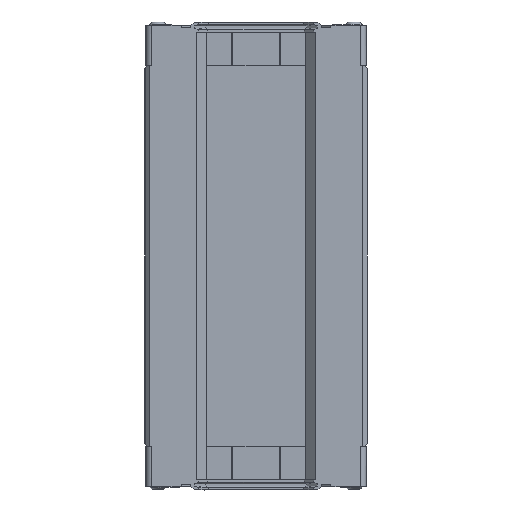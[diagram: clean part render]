
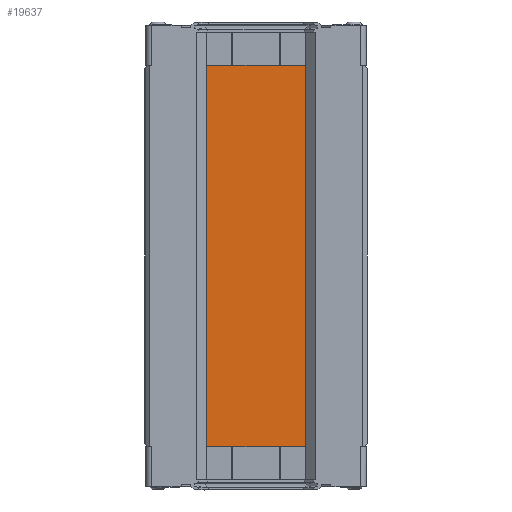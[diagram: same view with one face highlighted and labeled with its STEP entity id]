
A CAD part, front view. The second image highlights one B-rep face of the part: STEP entity #19637.
In plain terms, the highlighted planar face has unit normal (0, -1, 0).
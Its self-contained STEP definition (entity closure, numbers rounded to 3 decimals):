
#1206=LINE('',#29578,#3364);
#1222=LINE('',#29610,#3380);
#1266=LINE('',#29732,#3424);
#1269=LINE('',#29738,#3427);
#1309=LINE('',#29836,#3467);
#1310=LINE('',#29838,#3468);
#1311=LINE('',#29839,#3469);
#1312=LINE('',#29841,#3470);
#1313=LINE('',#29843,#3471);
#1314=LINE('',#29845,#3472);
#1315=LINE('',#29847,#3473);
#1316=LINE('',#29848,#3474);
#3364=VECTOR('',#24081,0.649);
#3380=VECTOR('',#24097,0.649);
#3424=VECTOR('',#24203,201.);
#3427=VECTOR('',#24208,201.);
#3467=VECTOR('',#24312,15.);
#3468=VECTOR('',#24313,44.2);
#3469=VECTOR('',#24314,15.);
#3470=VECTOR('',#24315,0.649);
#3471=VECTOR('',#24316,15.);
#3472=VECTOR('',#24317,44.2);
#3473=VECTOR('',#24318,15.);
#3474=VECTOR('',#24319,0.649);
#5358=FACE_OUTER_BOUND('',#6491,.T.);
#6491=EDGE_LOOP('',(#14526,#14527,#14528,#14529,#14530,#14531,#14532,#14533,
#14534,#14535,#14536,#14537));
#8350=VERTEX_POINT('',#29575);
#8351=VERTEX_POINT('',#29577);
#8366=VERTEX_POINT('',#29607);
#8367=VERTEX_POINT('',#29609);
#8414=VERTEX_POINT('',#29731);
#8416=VERTEX_POINT('',#29737);
#8442=VERTEX_POINT('',#29835);
#8443=VERTEX_POINT('',#29837);
#8444=VERTEX_POINT('',#29840);
#8445=VERTEX_POINT('',#29842);
#8446=VERTEX_POINT('',#29844);
#8447=VERTEX_POINT('',#29846);
#10501=EDGE_CURVE('',#8350,#8351,#1206,.T.);
#10517=EDGE_CURVE('',#8366,#8367,#1222,.T.);
#10575=EDGE_CURVE('',#8350,#8414,#1266,.T.);
#10578=EDGE_CURVE('',#8367,#8416,#1269,.T.);
#10628=EDGE_CURVE('',#8442,#8366,#1309,.T.);
#10629=EDGE_CURVE('',#8443,#8442,#1310,.T.);
#10630=EDGE_CURVE('',#8443,#8351,#1311,.T.);
#10631=EDGE_CURVE('',#8444,#8414,#1312,.T.);
#10632=EDGE_CURVE('',#8445,#8444,#1313,.T.);
#10633=EDGE_CURVE('',#8445,#8446,#1314,.T.);
#10634=EDGE_CURVE('',#8446,#8447,#1315,.T.);
#10635=EDGE_CURVE('',#8416,#8447,#1316,.T.);
#14526=ORIENTED_EDGE('',*,*,#10578,.F.);
#14527=ORIENTED_EDGE('',*,*,#10517,.F.);
#14528=ORIENTED_EDGE('',*,*,#10628,.F.);
#14529=ORIENTED_EDGE('',*,*,#10629,.F.);
#14530=ORIENTED_EDGE('',*,*,#10630,.T.);
#14531=ORIENTED_EDGE('',*,*,#10501,.F.);
#14532=ORIENTED_EDGE('',*,*,#10575,.T.);
#14533=ORIENTED_EDGE('',*,*,#10631,.F.);
#14534=ORIENTED_EDGE('',*,*,#10632,.F.);
#14535=ORIENTED_EDGE('',*,*,#10633,.T.);
#14536=ORIENTED_EDGE('',*,*,#10634,.T.);
#14537=ORIENTED_EDGE('',*,*,#10635,.F.);
#17613=PLANE('',#20954);
#19637=ADVANCED_FACE('',(#5358),#17613,.F.);
#20954=AXIS2_PLACEMENT_3D('',#29834,#24310,#24311);
#24081=DIRECTION('',(1.,0.,0.));
#24097=DIRECTION('',(1.,0.,0.));
#24203=DIRECTION('',(0.,0.,-1.));
#24208=DIRECTION('',(0.,0.,-1.));
#24310=DIRECTION('center_axis',(0.,1.,0.));
#24311=DIRECTION('ref_axis',(0.,0.,1.));
#24312=DIRECTION('',(0.,0.,1.));
#24313=DIRECTION('',(1.,0.,0.));
#24314=DIRECTION('',(0.,0.,1.));
#24315=DIRECTION('',(-1.,0.,0.));
#24316=DIRECTION('',(0.,0.,-1.));
#24317=DIRECTION('',(1.,0.,0.));
#24318=DIRECTION('',(0.,0.,-1.));
#24319=DIRECTION('',(-1.,0.,0.));
#29575=CARTESIAN_POINT('',(-22.749,7.1,100.5));
#29577=CARTESIAN_POINT('',(-22.1,7.1,100.5));
#29578=CARTESIAN_POINT('',(-1.964,7.1,100.5));
#29607=CARTESIAN_POINT('',(22.1,7.1,100.5));
#29609=CARTESIAN_POINT('',(22.749,7.1,100.5));
#29610=CARTESIAN_POINT('',(-1.964,7.1,100.5));
#29731=CARTESIAN_POINT('',(-22.749,7.1,-100.5));
#29732=CARTESIAN_POINT('',(-22.749,7.1,-85.5));
#29737=CARTESIAN_POINT('',(22.749,7.1,-100.5));
#29738=CARTESIAN_POINT('',(22.749,7.1,-85.5));
#29834=CARTESIAN_POINT('Origin',(22.749,7.1,85.5));
#29835=CARTESIAN_POINT('',(22.1,7.1,85.5));
#29836=CARTESIAN_POINT('',(22.1,7.1,85.5));
#29837=CARTESIAN_POINT('',(-22.1,7.1,85.5));
#29838=CARTESIAN_POINT('',(-22.749,7.1,85.5));
#29839=CARTESIAN_POINT('',(-22.1,7.1,85.5));
#29840=CARTESIAN_POINT('',(-22.1,7.1,-100.5));
#29841=CARTESIAN_POINT('',(-1.964,7.1,-100.5));
#29842=CARTESIAN_POINT('',(-22.1,7.1,-85.5));
#29843=CARTESIAN_POINT('',(-22.1,7.1,-85.5));
#29844=CARTESIAN_POINT('',(22.1,7.1,-85.5));
#29845=CARTESIAN_POINT('',(-22.749,7.1,-85.5));
#29846=CARTESIAN_POINT('',(22.1,7.1,-100.5));
#29847=CARTESIAN_POINT('',(22.1,7.1,-85.5));
#29848=CARTESIAN_POINT('',(-1.964,7.1,-100.5));
